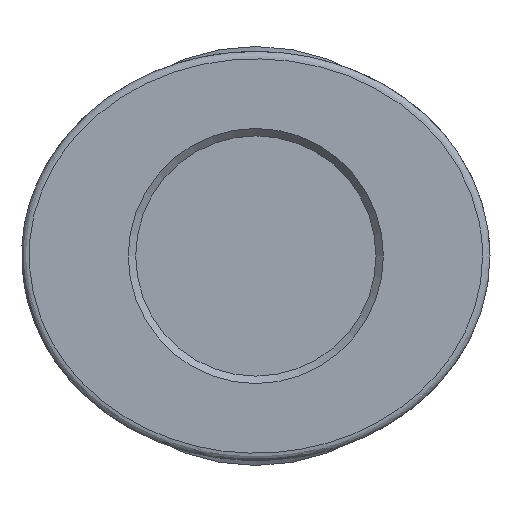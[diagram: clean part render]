
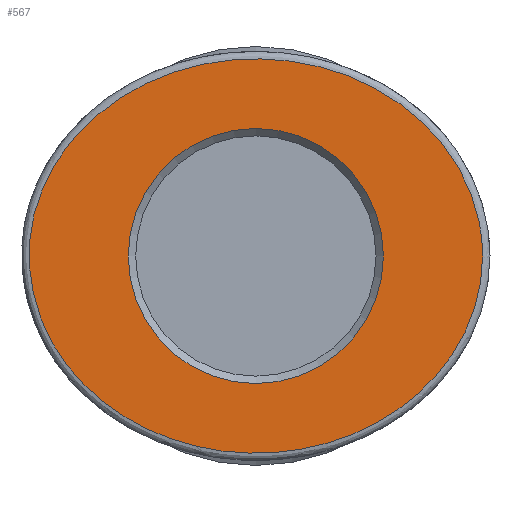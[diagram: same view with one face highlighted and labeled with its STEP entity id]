
A CAD part, left-side view. The second image highlights one B-rep face of the part: STEP entity #567.
In plain terms, the highlighted face is planar.
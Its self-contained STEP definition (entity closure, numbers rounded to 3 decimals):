
#525=CARTESIAN_POINT('',(5.175,5.4,0.));
#526=VERTEX_POINT('',#525);
#527=CARTESIAN_POINT('',(0.,5.4,0.0));
#528=DIRECTION('',(0.0,1.0,0.0));
#529=DIRECTION('',(-1.0,0.0,0.0));
#530=AXIS2_PLACEMENT_3D('',#527,#528,#529);
#531=CIRCLE('',#530,5.175);
#532=EDGE_CURVE('',#526,#526,#531,.T.);
#537=CARTESIAN_POINT('',(0.,5.4,0.));
#538=DIRECTION('',(0.0,-1.0,0.0));
#539=DIRECTION('',(0.0,0.0,-1.0));
#540=AXIS2_PLACEMENT_3D('',#537,#538,#539);
#541=PLANE('',#540);
#542=CARTESIAN_POINT('',(9.2,5.4,0.));
#543=VERTEX_POINT('',#542);
#544=CARTESIAN_POINT('',(9.201,5.4,0.));
#545=CARTESIAN_POINT('',(9.201,5.4,1.285));
#546=CARTESIAN_POINT('',(8.455,5.4,3.856));
#547=CARTESIAN_POINT('',(4.691,5.4,7.578));
#548=CARTESIAN_POINT('',(-0.753,5.4,8.534));
#549=CARTESIAN_POINT('',(-5.627,5.4,6.645));
#550=CARTESIAN_POINT('',(-8.783,5.4,3.547));
#551=CARTESIAN_POINT('',(-9.573,5.4,-0.487));
#552=CARTESIAN_POINT('',(-7.968,5.4,-4.578));
#553=CARTESIAN_POINT('',(-5.24,5.4,-6.885));
#554=CARTESIAN_POINT('',(-0.293,5.4,-8.45));
#555=CARTESIAN_POINT('',(4.688,5.4,-7.581));
#556=CARTESIAN_POINT('',(8.456,5.4,-3.855));
#557=CARTESIAN_POINT('',(9.201,5.4,-1.285));
#558=CARTESIAN_POINT('',(9.201,5.4,0.));
#559=B_SPLINE_CURVE_WITH_KNOTS('',3,(#544,#545,#546,#547,#548,#549,#550,#551,#552,#553,#554,#555,#556,#557,#558),.UNSPECIFIED.,.T.,.U.,(4,1,1,1,1,1,1,1,1,1,1,1,4),(-3.142,-2.693,-2.244,-1.346,-0.898,-0.449,0.15,0.449,1.047,1.346,2.244,2.693,3.142),.UNSPECIFIED.);
#560=EDGE_CURVE('',#543,#543,#559,.T.);
#561=ORIENTED_EDGE('',*,*,#560,.F.);
#562=EDGE_LOOP('',(#561));
#563=FACE_OUTER_BOUND('',#562,.T.);
#564=ORIENTED_EDGE('',*,*,#532,.F.);
#565=EDGE_LOOP('',(#564));
#566=FACE_BOUND('',#565,.T.);
#567=ADVANCED_FACE('',(#563,#566),#541,.F.);
